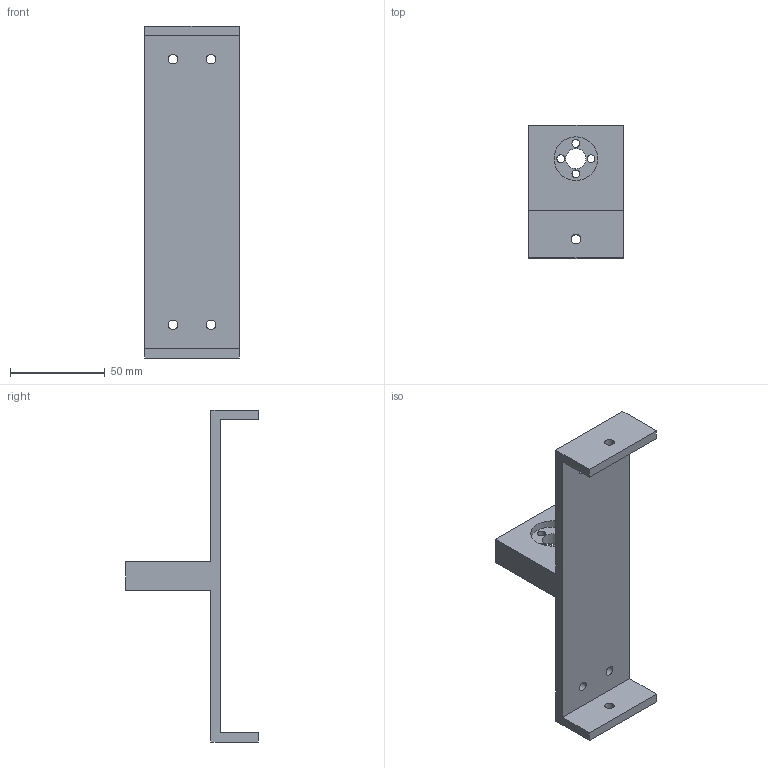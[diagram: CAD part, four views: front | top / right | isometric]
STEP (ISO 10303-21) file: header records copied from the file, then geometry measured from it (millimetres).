
FILE_DESCRIPTION(/* description */ (''),/* implementation_level */ '2;1');
FILE_NAME(/* name */ 'part2_v6.step',/* time_stamp */ '2024-01-28T17:53:30+05:30',/* author */ (''),/* organization */ (''),/* preprocessor_version */ 'ST-DEVELOPER v20',/* originating_system */ 'Autodesk Translation Framework v12.14.0.127',/* authorisation */ '');
FILE_SCHEMA (('AUTOMOTIVE_DESIGN { 1 0 10303 214 3 1 1 }'));
Length unit declared in the file: millimetre
Products named in the file (1): part2
Bounding box: 50 x 70 x 175 mm (x, y, z)
Volume: 82315.3 mm3; surface area: 31111.3 mm2
Topology: 1 solids, 1 shells, 29 faces, 75 edges, 50 vertices
Faces by surface type: plane 16, cylinder 13
Full cylindrical faces by diameter (mm): 4.1 x4, 5 x6, 10.7 x1, 23 x2
Entity records: 972 total; most frequent: DIRECTION 161, CARTESIAN_POINT 155, ORIENTED_EDGE 150, EDGE_CURVE 75, AXIS2_PLACEMENT_3D 56, EDGE_LOOP 53, VERTEX_POINT 50, LINE 49
